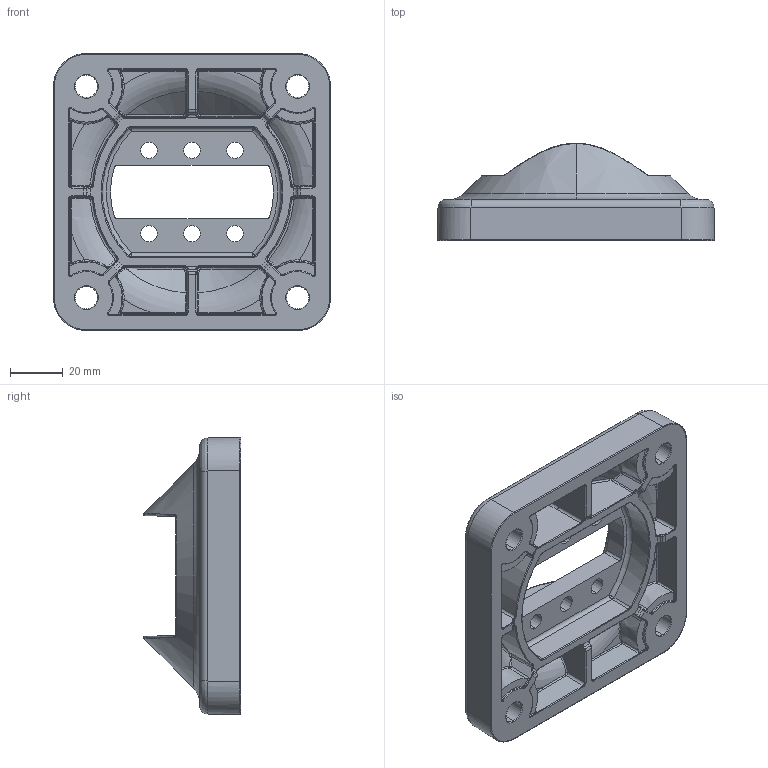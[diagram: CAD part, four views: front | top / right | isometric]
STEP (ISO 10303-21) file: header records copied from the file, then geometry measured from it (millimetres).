
FILE_DESCRIPTION (( 'STEP AP214' ), '1' );
FILE_NAME ('49447200.STEP', '2016-02-24T12:42:32', ( 'Macha' ), ( 'Hewlett-Packard Company' ), 'SwSTEP 2.0', 'SolidWorks 2015', '' );
FILE_SCHEMA (( 'AUTOMOTIVE_DESIGN' ));
Length unit declared in the file: millimetre
Products named in the file (2): 12963; 49447200
Assembly tree (1 placements, depth 2):
  49447200
    12963
Bounding box: 104.96 x 36.89 x 104.96 mm (x, y, z)
Volume: 110863.8 mm3; surface area: 42035.9 mm2
Topology: 1 solids, 1 shells, 584 faces, 1403 edges, 817 vertices
Faces by surface type: bspline 262, cylinder 90, torus 76, cone 72, plane 72, sphere 12
Entity records: 22302 total; most frequent: CARTESIAN_POINT 10624, ORIENTED_EDGE 2782, DIRECTION 2048, EDGE_CURVE 1391, AXIS2_PLACEMENT_3D 903, VERTEX_POINT 817, EDGE_LOOP 614, ADVANCED_FACE 584
